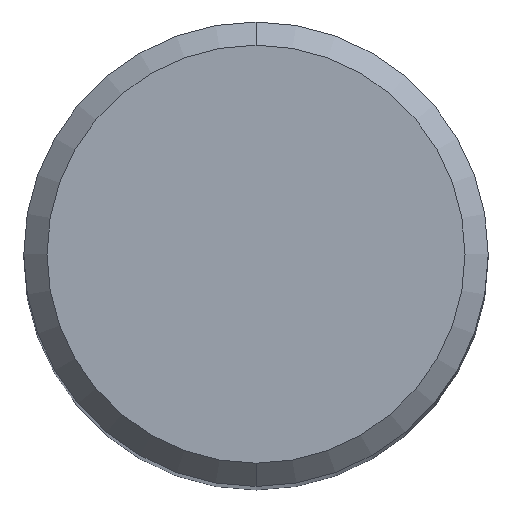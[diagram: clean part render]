
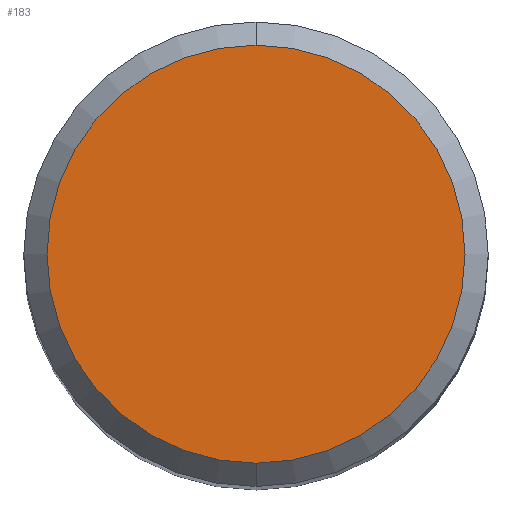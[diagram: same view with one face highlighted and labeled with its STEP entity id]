
A CAD part, top view. The second image highlights one B-rep face of the part: STEP entity #183.
In plain terms, the highlighted planar face has unit normal (0, 0, 1).
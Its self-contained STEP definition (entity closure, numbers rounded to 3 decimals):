
#107=EDGE_CURVE('',#193,#165,#259,.T.);
#163=EDGE_CURVE('',#165,#193,#322,.T.);
#165=VERTEX_POINT('',#324);
#183=ADVANCED_FACE('',(#345),#346,.T.);
#193=VERTEX_POINT('',#356);
#259=CIRCLE('',#423,3.6);
#322=CIRCLE('',#506,3.6);
#324=CARTESIAN_POINT('',(0.0,3.6,0.0));
#345=FACE_OUTER_BOUND('',#533,.T.);
#346=PLANE('',#534);
#356=CARTESIAN_POINT('',(0.,-3.6,0.0));
#423=AXIS2_PLACEMENT_3D('',#612,#613,#614);
#506=AXIS2_PLACEMENT_3D('',#698,#699,#700);
#533=EDGE_LOOP('',(#726,#727));
#534=AXIS2_PLACEMENT_3D('',#728,#729,#730);
#612=CARTESIAN_POINT('',(0.0,0.0,0.0));
#613=DIRECTION('',(0.0,0.0,-1.0));
#614=DIRECTION('',(0.0,1.0,0.0));
#698=CARTESIAN_POINT('',(0.0,0.0,0.0));
#699=DIRECTION('',(0.0,0.0,-1.0));
#700=DIRECTION('',(0.0,1.0,0.0));
#726=ORIENTED_EDGE('',*,*,#163,.F.);
#727=ORIENTED_EDGE('',*,*,#107,.F.);
#728=CARTESIAN_POINT('',(0.0,1.8,0.0));
#729=DIRECTION('',(-0.0,0.0,1.0));
#730=DIRECTION('',(0.0,-1.0,0.0));
